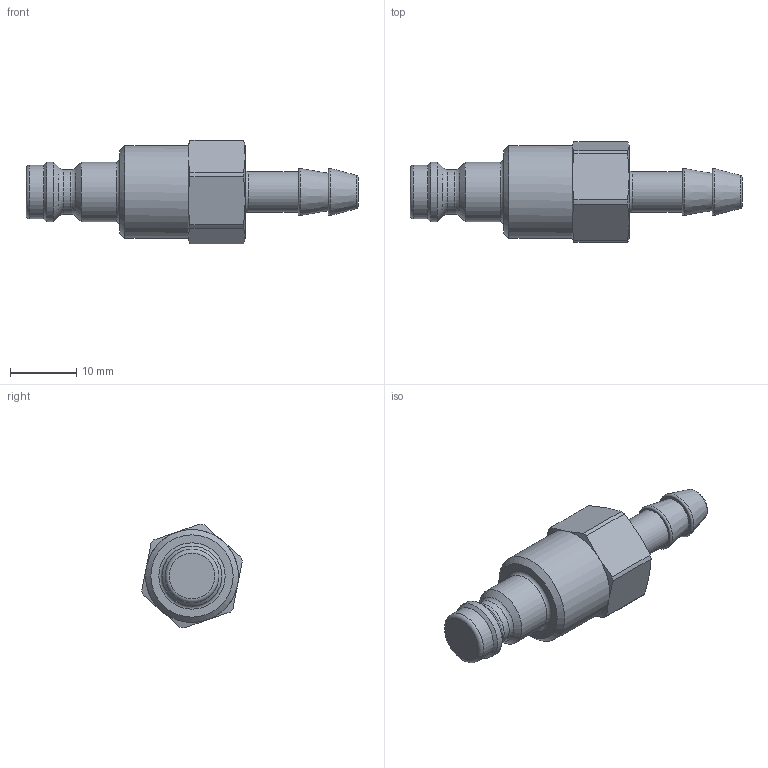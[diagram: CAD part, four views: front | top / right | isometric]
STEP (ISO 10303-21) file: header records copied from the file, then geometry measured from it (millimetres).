
FILE_DESCRIPTION((''),'2;1');
FILE_NAME('21sbtf06rvx.stp','2013-09-05T11:08:05',('IA176480'),(''),'Autodesk Inventor 2013','Autodesk Inventor 2013','');
FILE_SCHEMA(('AUTOMOTIVE_DESIGN { 1 0 10303 214 1 1 1 1 }'));
Length unit declared in the file: millimetre
Products named in the file (1): D105879
Bounding box: 50 x 15.14 x 15.62 mm (x, y, z)
Volume: 4263.7 mm3; surface area: 2159 mm2
Topology: 1 solids, 3 shells, 60 faces, 126 edges, 75 vertices
Faces by surface type: cone 20, cylinder 16, plane 15, torus 9
Full cylindrical faces by diameter (mm): 6.05 x1, 6.7 x1, 8.1 x1, 9 x2, 11.092 x2, 12 x2, 14 x1
Entity records: 1483 total; most frequent: CARTESIAN_POINT 273, DIRECTION 250, ORIENTED_EDGE 188, AXIS2_PLACEMENT_3D 119, EDGE_CURVE 94, EDGE_LOOP 94, VERTEX_POINT 70, FACE_OUTER_BOUND 60
